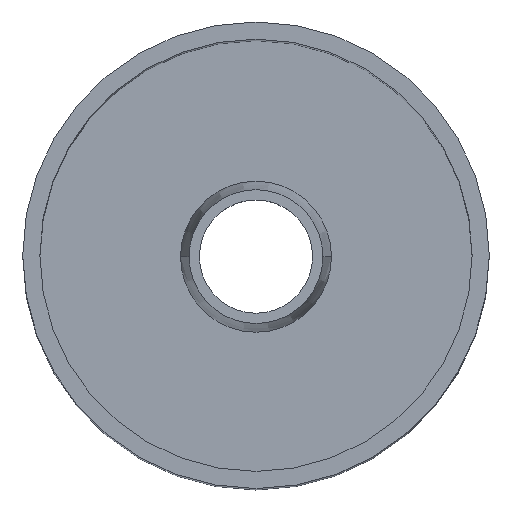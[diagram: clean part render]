
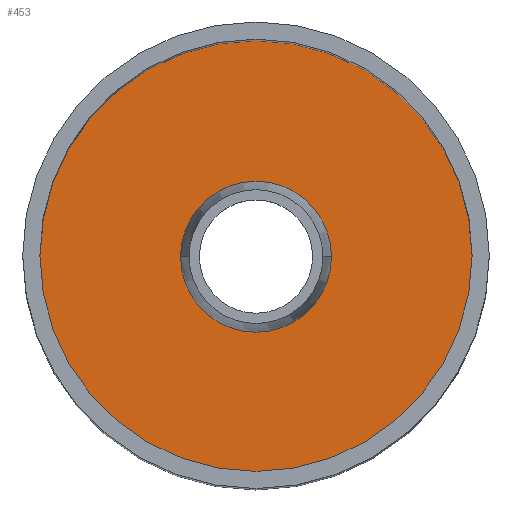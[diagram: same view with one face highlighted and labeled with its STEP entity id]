
A CAD part, top view. The second image highlights one B-rep face of the part: STEP entity #453.
In plain terms, the highlighted planar face has unit normal (0, 0, 1).
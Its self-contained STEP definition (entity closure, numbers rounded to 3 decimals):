
#26 = DIRECTION ( 'NONE',  ( 0., 0., 1. ) ) ;
#44 = DIRECTION ( 'NONE',  ( 0., 0., 1. ) ) ;
#47 = EDGE_LOOP ( 'NONE', ( #327, #113 ) ) ;
#61 = FACE_BOUND ( 'NONE', #47, .T. ) ;
#71 = DIRECTION ( 'NONE',  ( 0., 0., 1. ) ) ;
#78 = EDGE_LOOP ( 'NONE', ( #173, #401 ) ) ;
#91 = FACE_OUTER_BOUND ( 'NONE', #78, .T. ) ;
#113 = ORIENTED_EDGE ( 'NONE', *, *, #252, .F. ) ;
#163 = PLANE ( 'NONE',  #457 ) ;
#165 = DIRECTION ( 'NONE',  ( -1., 0., 0. ) ) ;
#171 = VERTEX_POINT ( 'NONE', #210 ) ;
#173 = ORIENTED_EDGE ( 'NONE', *, *, #341, .T. ) ;
#181 = CARTESIAN_POINT ( 'NONE',  ( 63., 0., 2. ) ) ;
#189 = EDGE_CURVE ( 'NONE', #371, #171, #275, .T. ) ;
#210 = CARTESIAN_POINT ( 'NONE',  ( -63., 0., 2. ) ) ;
#220 = CIRCLE ( 'NONE', #339, 22. ) ;
#225 = DIRECTION ( 'NONE',  ( 1., 0., 0. ) ) ;
#228 = DIRECTION ( 'NONE',  ( 1., 0., 0. ) ) ;
#230 = CIRCLE ( 'NONE', #392, 22. ) ;
#247 = CIRCLE ( 'NONE', #362, 63. ) ;
#252 = EDGE_CURVE ( 'NONE', #422, #290, #230, .T. ) ;
#263 = CARTESIAN_POINT ( 'NONE',  ( 0., 0., 2. ) ) ;
#266 = CARTESIAN_POINT ( 'NONE',  ( -68., 0., 2. ) ) ;
#275 = CIRCLE ( 'NONE', #370, 63. ) ;
#279 = DIRECTION ( 'NONE',  ( 1., 0., 0. ) ) ;
#290 = VERTEX_POINT ( 'NONE', #436 ) ;
#327 = ORIENTED_EDGE ( 'NONE', *, *, #451, .F. ) ;
#339 = AXIS2_PLACEMENT_3D ( 'NONE', #449, #26, #411 ) ;
#341 = EDGE_CURVE ( 'NONE', #171, #371, #247, .T. ) ;
#344 = CARTESIAN_POINT ( 'NONE',  ( 22., 0., 2. ) ) ;
#362 = AXIS2_PLACEMENT_3D ( 'NONE', #406, #399, #228 ) ;
#370 = AXIS2_PLACEMENT_3D ( 'NONE', #391, #71, #279 ) ;
#371 = VERTEX_POINT ( 'NONE', #181 ) ;
#391 = CARTESIAN_POINT ( 'NONE',  ( 0., 0., 2. ) ) ;
#392 = AXIS2_PLACEMENT_3D ( 'NONE', #263, #44, #225 ) ;
#399 = DIRECTION ( 'NONE',  ( 0., 0., 1. ) ) ;
#401 = ORIENTED_EDGE ( 'NONE', *, *, #189, .T. ) ;
#406 = CARTESIAN_POINT ( 'NONE',  ( 0., 0., 2. ) ) ;
#411 = DIRECTION ( 'NONE',  ( 1., 0., 0. ) ) ;
#414 = DIRECTION ( 'NONE',  ( 0., 0., -1. ) ) ;
#422 = VERTEX_POINT ( 'NONE', #344 ) ;
#436 = CARTESIAN_POINT ( 'NONE',  ( -22., 0., 2. ) ) ;
#449 = CARTESIAN_POINT ( 'NONE',  ( 0., 0., 2. ) ) ;
#451 = EDGE_CURVE ( 'NONE', #290, #422, #220, .T. ) ;
#453 = ADVANCED_FACE ( 'NONE', ( #61, #91 ), #163, .F. ) ;
#457 = AXIS2_PLACEMENT_3D ( 'NONE', #266, #414, #165 ) ;
